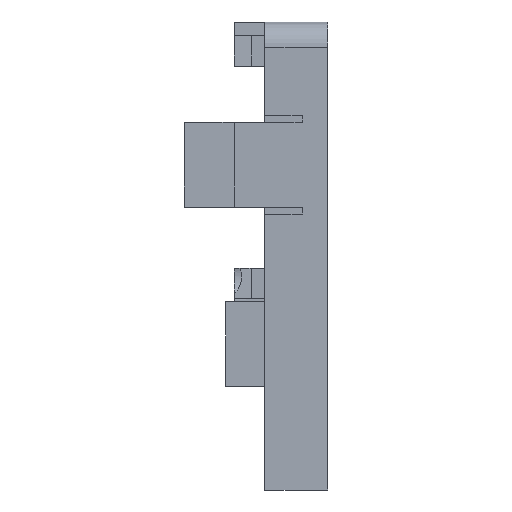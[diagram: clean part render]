
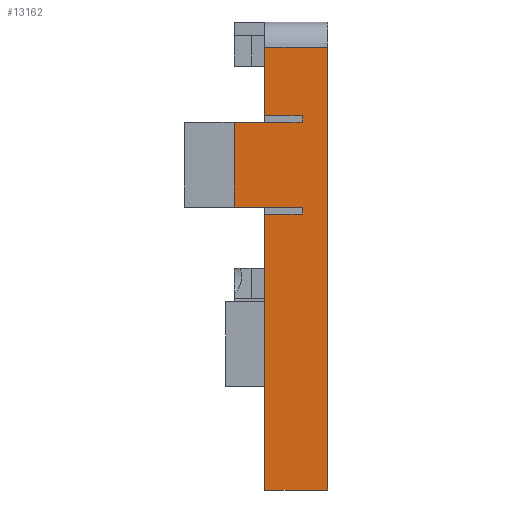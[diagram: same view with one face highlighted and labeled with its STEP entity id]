
A CAD part, left-side view. The second image highlights one B-rep face of the part: STEP entity #13162.
In plain terms, the highlighted planar face has unit normal (-1, 0, 0).
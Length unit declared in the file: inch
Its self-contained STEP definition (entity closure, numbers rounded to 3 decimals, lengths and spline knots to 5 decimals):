
#114=DIRECTION('',(0.,0.,1.));
#115=VECTOR('',#114,2.60635);
#116=CARTESIAN_POINT('',(-1.88217,0.25,-1.25785));
#117=LINE('',#116,#115);
#1604=DIRECTION('',(0.,0.,1.));
#1605=VECTOR('',#1604,0.4009);
#1606=CARTESIAN_POINT('',(-1.88217,0.62,0.9476));
#1607=LINE('',#1606,#1605);
#1620=DIRECTION('',(0.,0.,1.));
#1621=VECTOR('',#1620,1.62545);
#1622=CARTESIAN_POINT('',(-1.88217,0.62,-1.25785));
#1623=LINE('',#1622,#1621);
#4683=DIRECTION('',(0.,0.,1.));
#4684=VECTOR('',#4683,0.04);
#4685=CARTESIAN_POINT('',(-1.88217,0.4,0.3676));
#4686=LINE('',#4685,#4684);
#4687=DIRECTION('',(0.,0.,-1.));
#4688=VECTOR('',#4687,0.5);
#4689=CARTESIAN_POINT('',(-1.88217,0.8,0.9076));
#4690=LINE('',#4689,#4688);
#4691=DIRECTION('',(0.,0.,1.));
#4692=VECTOR('',#4691,0.04);
#4693=CARTESIAN_POINT('',(-1.88217,0.4,0.9076));
#4694=LINE('',#4693,#4692);
#4695=DIRECTION('',(0.,1.,0.));
#4696=VECTOR('',#4695,0.22);
#4697=CARTESIAN_POINT('',(-1.88217,0.4,0.9476));
#4698=LINE('',#4697,#4696);
#4699=DIRECTION('',(0.,-1.,0.));
#4700=VECTOR('',#4699,0.37);
#4701=CARTESIAN_POINT('',(-1.88217,0.62,1.3485));
#4702=LINE('',#4701,#4700);
#4703=DIRECTION('',(0.,1.,0.));
#4704=VECTOR('',#4703,0.37);
#4705=CARTESIAN_POINT('',(-1.88217,0.25,-1.25785));
#4706=LINE('',#4705,#4704);
#4707=DIRECTION('',(0.,1.,0.));
#4708=VECTOR('',#4707,0.22);
#4709=CARTESIAN_POINT('',(-1.88217,0.4,0.3676));
#4710=LINE('',#4709,#4708);
#4747=DIRECTION('',(0.,1.,0.));
#4748=VECTOR('',#4747,0.4);
#4749=CARTESIAN_POINT('',(-1.88217,0.4,0.9076));
#4750=LINE('',#4749,#4748);
#4783=DIRECTION('',(0.,-1.,0.));
#4784=VECTOR('',#4783,0.4);
#4785=CARTESIAN_POINT('',(-1.88217,0.8,0.4076));
#4786=LINE('',#4785,#4784);
#5472=CARTESIAN_POINT('',(-1.88217,0.25,-1.25785));
#5473=CARTESIAN_POINT('',(-1.88217,0.62,-1.25785));
#5474=VERTEX_POINT('',#5472);
#5475=VERTEX_POINT('',#5473);
#5566=CARTESIAN_POINT('',(-1.88217,0.8,0.9076));
#5567=CARTESIAN_POINT('',(-1.88217,0.8,0.4076));
#5568=VERTEX_POINT('',#5566);
#5569=VERTEX_POINT('',#5567);
#5675=CARTESIAN_POINT('',(-1.88217,0.25,1.3485));
#5677=VERTEX_POINT('',#5675);
#5678=CARTESIAN_POINT('',(-1.88217,0.62,1.3485));
#5679=VERTEX_POINT('',#5678);
#5789=CARTESIAN_POINT('',(-1.88217,0.62,0.9476));
#5791=VERTEX_POINT('',#5789);
#5795=CARTESIAN_POINT('',(-1.88217,0.62,0.3676));
#5796=VERTEX_POINT('',#5795);
#5797=CARTESIAN_POINT('',(-1.88217,0.4,0.3676));
#5798=CARTESIAN_POINT('',(-1.88217,0.4,0.4076));
#5799=VERTEX_POINT('',#5797);
#5800=VERTEX_POINT('',#5798);
#5801=CARTESIAN_POINT('',(-1.88217,0.4,0.9076));
#5802=CARTESIAN_POINT('',(-1.88217,0.4,0.9476));
#5803=VERTEX_POINT('',#5801);
#5804=VERTEX_POINT('',#5802);
#13135=CARTESIAN_POINT('',(-1.88217,0.25,-1.25785));
#13136=DIRECTION('',(-1.,0.,0.));
#13137=DIRECTION('',(0.,0.,1.));
#13138=AXIS2_PLACEMENT_3D('',#13135,#13136,#13137);
#13139=PLANE('',#13138);
#13141=ORIENTED_EDGE('',*,*,#13140,.T.);
#13143=ORIENTED_EDGE('',*,*,#13142,.F.);
#13145=ORIENTED_EDGE('',*,*,#13144,.F.);
#13147=ORIENTED_EDGE('',*,*,#13146,.F.);
#13149=ORIENTED_EDGE('',*,*,#13148,.T.);
#13151=ORIENTED_EDGE('',*,*,#13150,.T.);
#13152=ORIENTED_EDGE('',*,*,#7016,.T.);
#13154=ORIENTED_EDGE('',*,*,#13153,.T.);
#13155=ORIENTED_EDGE('',*,*,#6705,.F.);
#13156=ORIENTED_EDGE('',*,*,#13129,.T.);
#13157=ORIENTED_EDGE('',*,*,#7024,.T.);
#13159=ORIENTED_EDGE('',*,*,#13158,.F.);
#13160=EDGE_LOOP('',(#13141,#13143,#13145,#13147,#13149,#13151,#13152,#13154,
#13155,#13156,#13157,#13159));
#13161=FACE_OUTER_BOUND('',#13160,.F.);
#13162=ADVANCED_FACE('',(#13161),#13139,.T.);
#6705=EDGE_CURVE('',#5474,#5677,#117,.T.);
#7016=EDGE_CURVE('',#5791,#5679,#1607,.T.);
#7024=EDGE_CURVE('',#5475,#5796,#1623,.T.);
#13129=EDGE_CURVE('',#5474,#5475,#4706,.T.);
#13140=EDGE_CURVE('',#5799,#5800,#4686,.T.);
#13142=EDGE_CURVE('',#5569,#5800,#4786,.T.);
#13144=EDGE_CURVE('',#5568,#5569,#4690,.T.);
#13146=EDGE_CURVE('',#5803,#5568,#4750,.T.);
#13148=EDGE_CURVE('',#5803,#5804,#4694,.T.);
#13150=EDGE_CURVE('',#5804,#5791,#4698,.T.);
#13153=EDGE_CURVE('',#5679,#5677,#4702,.T.);
#13158=EDGE_CURVE('',#5799,#5796,#4710,.T.);
